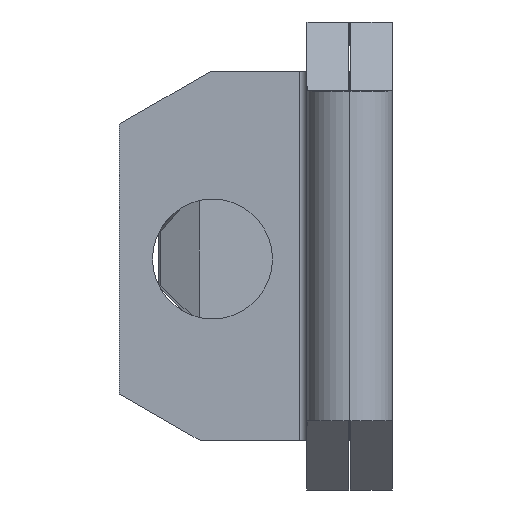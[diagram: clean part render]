
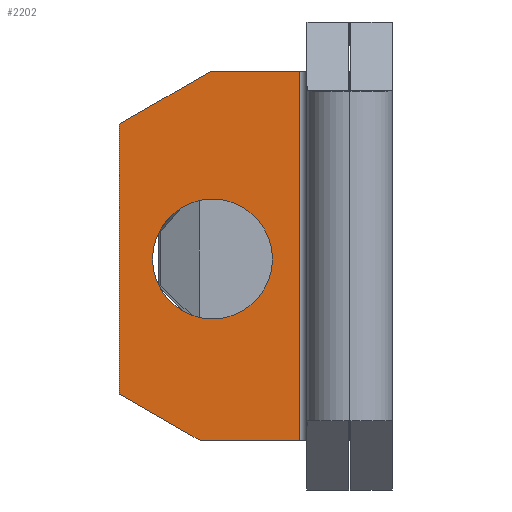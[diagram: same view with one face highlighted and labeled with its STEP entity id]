
A CAD part, left-side view. The second image highlights one B-rep face of the part: STEP entity #2202.
In plain terms, the highlighted planar face has unit normal (-1, 0, 0).
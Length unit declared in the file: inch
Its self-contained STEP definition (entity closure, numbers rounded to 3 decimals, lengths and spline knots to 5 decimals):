
#5 = CARTESIAN_POINT ( 'NONE',  ( 0.6965, 0.1535, 0.156 ) ) ;
#17 = CARTESIAN_POINT ( 'NONE',  ( 0.6965, 0.1535, -0.092 ) ) ;
#43 = CARTESIAN_POINT ( 'NONE',  ( 0.6965, 0.1315, -0.002 ) ) ;
#65 = CARTESIAN_POINT ( 'NONE',  ( 0.6965, 0.0915, -0.002 ) ) ;
#144 = DIRECTION ( 'NONE',  ( 0., 1., 0. ) ) ;
#154 = EDGE_LOOP ( 'NONE', ( #1090, #4854, #4969, #2068, #1081, #3702 ) ) ;
#234 = EDGE_CURVE ( 'NONE', #1742, #5302, #1420, .T. ) ;
#347 = VERTEX_POINT ( 'NONE', #605 ) ;
#405 = DIRECTION ( 'NONE',  ( 0., 0.866, -0.5 ) ) ;
#441 = EDGE_LOOP ( 'NONE', ( #2125, #3629 ) ) ;
#477 = DIRECTION ( 'NONE',  ( 0., 0., -1. ) ) ;
#517 = CARTESIAN_POINT ( 'NONE',  ( 0.6965, 0.0335, 0.156 ) ) ;
#600 = DIRECTION ( 'NONE',  ( 0., -0.866, -0.5 ) ) ;
#605 = CARTESIAN_POINT ( 'NONE',  ( 0.6965, 0.09981, -0.123 ) ) ;
#606 = DIRECTION ( 'NONE',  ( 1., 0., 0. ) ) ;
#801 = CARTESIAN_POINT ( 'NONE',  ( 0.6965, 0.0335, 0.123 ) ) ;
#815 = VERTEX_POINT ( 'NONE', #1530 ) ;
#918 = EDGE_CURVE ( 'NONE', #2449, #3387, #2493, .T. ) ;
#1053 = CARTESIAN_POINT ( 'NONE',  ( 0.6965, 0.0915, -0.002 ) ) ;
#1081 = ORIENTED_EDGE ( 'NONE', *, *, #234, .T. ) ;
#1090 = ORIENTED_EDGE ( 'NONE', *, *, #1127, .T. ) ;
#1094 = LINE ( 'NONE', #517, #5247 ) ;
#1127 = EDGE_CURVE ( 'NONE', #815, #2446, #1697, .T. ) ;
#1205 = DIRECTION ( 'NONE',  ( 0., 1., 0. ) ) ;
#1218 = DIRECTION ( 'NONE',  ( 1., 0., 0. ) ) ;
#1245 = CARTESIAN_POINT ( 'NONE',  ( 0.6965, 0.1535, 0.156 ) ) ;
#1283 = EDGE_CURVE ( 'NONE', #3387, #2449, #3108, .T. ) ;
#1318 = PLANE ( 'NONE',  #2838 ) ;
#1344 = VERTEX_POINT ( 'NONE', #2386 ) ;
#1405 = LINE ( 'NONE', #2595, #3518 ) ;
#1420 = LINE ( 'NONE', #1711, #2433 ) ;
#1530 = CARTESIAN_POINT ( 'NONE',  ( 0.6965, 0.1535, 0.088 ) ) ;
#1634 = CARTESIAN_POINT ( 'NONE',  ( 0.6965, 0.0515, -0.002 ) ) ;
#1650 = EDGE_CURVE ( 'NONE', #347, #1344, #1405, .T. ) ;
#1697 = LINE ( 'NONE', #5, #3816 ) ;
#1711 = CARTESIAN_POINT ( 'NONE',  ( 0.6965, 0.1535, 0.123 ) ) ;
#1742 = VERTEX_POINT ( 'NONE', #801 ) ;
#1862 = DIRECTION ( 'NONE',  ( 0., 1., 0. ) ) ;
#2003 = VECTOR ( 'NONE', #600, 39.37008 ) ;
#2068 = ORIENTED_EDGE ( 'NONE', *, *, #4248, .F. ) ;
#2125 = ORIENTED_EDGE ( 'NONE', *, *, #918, .T. ) ;
#2202 = ADVANCED_FACE ( 'NONE', ( #5043, #3101 ), #1318, .F. ) ;
#2352 = CARTESIAN_POINT ( 'NONE',  ( 0.6965, 0.1535, -0.092 ) ) ;
#2386 = CARTESIAN_POINT ( 'NONE',  ( 0.6965, 0.0335, -0.123 ) ) ;
#2433 = VECTOR ( 'NONE', #1862, 39.37008 ) ;
#2446 = VERTEX_POINT ( 'NONE', #17 ) ;
#2449 = VERTEX_POINT ( 'NONE', #43 ) ;
#2493 = CIRCLE ( 'NONE', #2797, 0.04 ) ;
#2561 = CARTESIAN_POINT ( 'NONE',  ( 0.6965, 0.09288, 0.123 ) ) ;
#2595 = CARTESIAN_POINT ( 'NONE',  ( 0.6965, 0.1535, -0.123 ) ) ;
#2702 = DIRECTION ( 'NONE',  ( 0., -1., 0. ) ) ;
#2797 = AXIS2_PLACEMENT_3D ( 'NONE', #1053, #606, #144 ) ;
#2838 = AXIS2_PLACEMENT_3D ( 'NONE', #1245, #1218, #1205 ) ;
#2998 = CARTESIAN_POINT ( 'NONE',  ( 0.6965, 0.09288, 0.123 ) ) ;
#3077 = LINE ( 'NONE', #2352, #2003 ) ;
#3083 = VECTOR ( 'NONE', #405, 39.37008 ) ;
#3101 = FACE_OUTER_BOUND ( 'NONE', #154, .T. ) ;
#3108 = CIRCLE ( 'NONE', #3224, 0.04 ) ;
#3224 = AXIS2_PLACEMENT_3D ( 'NONE', #65, #5233, #5219 ) ;
#3387 = VERTEX_POINT ( 'NONE', #1634 ) ;
#3518 = VECTOR ( 'NONE', #2702, 39.37008 ) ;
#3539 = EDGE_CURVE ( 'NONE', #5302, #815, #4921, .T. ) ;
#3629 = ORIENTED_EDGE ( 'NONE', *, *, #1283, .T. ) ;
#3702 = ORIENTED_EDGE ( 'NONE', *, *, #3539, .T. ) ;
#3816 = VECTOR ( 'NONE', #477, 39.37008 ) ;
#3907 = EDGE_CURVE ( 'NONE', #2446, #347, #3077, .T. ) ;
#4248 = EDGE_CURVE ( 'NONE', #1742, #1344, #1094, .T. ) ;
#4333 = DIRECTION ( 'NONE',  ( 0., 0., -1. ) ) ;
#4854 = ORIENTED_EDGE ( 'NONE', *, *, #3907, .T. ) ;
#4921 = LINE ( 'NONE', #2998, #3083 ) ;
#4969 = ORIENTED_EDGE ( 'NONE', *, *, #1650, .T. ) ;
#5043 = FACE_BOUND ( 'NONE', #441, .T. ) ;
#5219 = DIRECTION ( 'NONE',  ( 0., 1., 0. ) ) ;
#5233 = DIRECTION ( 'NONE',  ( 1., 0., 0. ) ) ;
#5247 = VECTOR ( 'NONE', #4333, 39.37008 ) ;
#5302 = VERTEX_POINT ( 'NONE', #2561 ) ;
